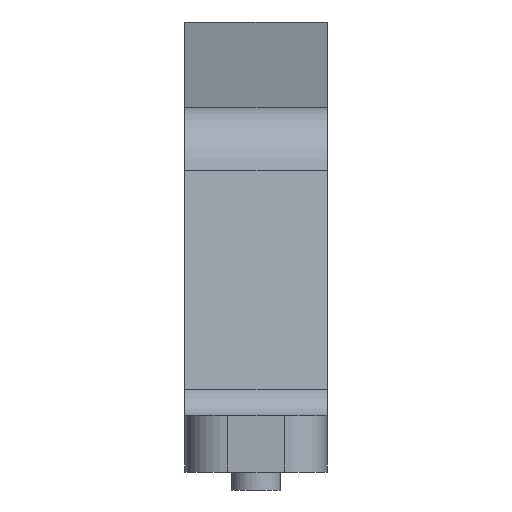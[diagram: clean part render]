
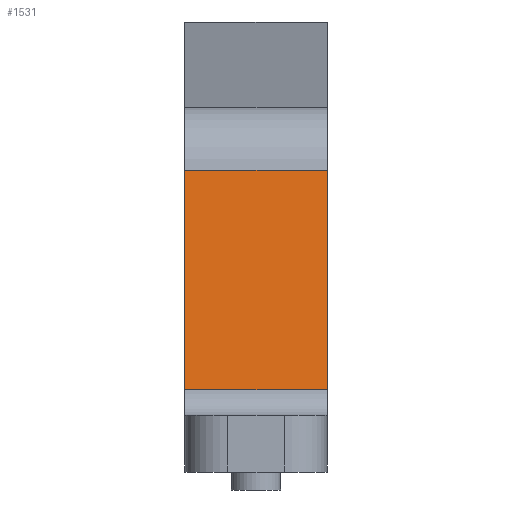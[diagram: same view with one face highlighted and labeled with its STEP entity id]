
A CAD part, left-side view. The second image highlights one B-rep face of the part: STEP entity #1531.
In plain terms, the highlighted planar face has unit normal (-0.994, 0, 0.11).
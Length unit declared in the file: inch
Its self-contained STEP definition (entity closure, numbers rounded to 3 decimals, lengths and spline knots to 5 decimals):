
#55=PLANE('',#1696);
#115=FACE_OUTER_BOUND('',#221,.T.);
#221=EDGE_LOOP('',(#1242,#1243,#1244,#1245));
#292=LINE('',#2422,#412);
#325=LINE('',#2568,#445);
#332=LINE('',#2597,#452);
#334=LINE('',#2605,#454);
#412=VECTOR('',#1895,39.37008);
#445=VECTOR('',#2030,39.37008);
#452=VECTOR('',#2067,39.37008);
#454=VECTOR('',#2081,39.37008);
#649=VERTEX_POINT('',#2419);
#650=VERTEX_POINT('',#2421);
#712=VERTEX_POINT('',#2566);
#719=VERTEX_POINT('',#2595);
#816=EDGE_CURVE('',#649,#650,#292,.T.);
#889=EDGE_CURVE('',#712,#649,#325,.T.);
#904=EDGE_CURVE('',#719,#712,#332,.T.);
#908=EDGE_CURVE('',#650,#719,#334,.T.);
#1242=ORIENTED_EDGE('',*,*,#908,.F.);
#1243=ORIENTED_EDGE('',*,*,#816,.F.);
#1244=ORIENTED_EDGE('',*,*,#889,.F.);
#1245=ORIENTED_EDGE('',*,*,#904,.F.);
#1531=ADVANCED_FACE('',(#115),#55,.T.);
#1696=AXIS2_PLACEMENT_3D('',#2604,#2079,#2080);
#1895=DIRECTION('',(-0.11,0.,-0.994));
#2030=DIRECTION('',(0.,-1.,0.));
#2067=DIRECTION('',(0.11,0.,0.994));
#2079=DIRECTION('center_axis',(-0.994,0.,0.11));
#2080=DIRECTION('ref_axis',(-0.11,0.,-0.994));
#2081=DIRECTION('',(0.,1.,0.));
#2419=CARTESIAN_POINT('',(-0.90461,0.,1.06151));
#2421=CARTESIAN_POINT('',(-0.99015,0.,0.289));
#2422=CARTESIAN_POINT('',(-1.,0.,0.2));
#2566=CARTESIAN_POINT('',(-0.90461,0.5,1.06151));
#2568=CARTESIAN_POINT('',(-0.90461,0.5,1.06151));
#2595=CARTESIAN_POINT('',(-0.99015,0.5,0.289));
#2597=CARTESIAN_POINT('',(-1.,0.5,0.2));
#2604=CARTESIAN_POINT('Origin',(-0.90461,0.5,1.06151));
#2605=CARTESIAN_POINT('',(-0.99015,0.25,0.289));
